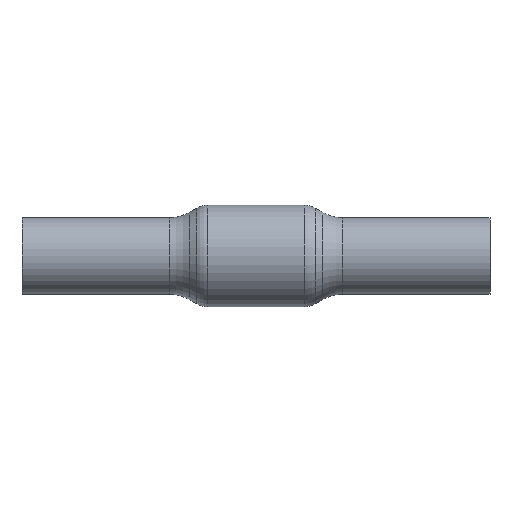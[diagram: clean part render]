
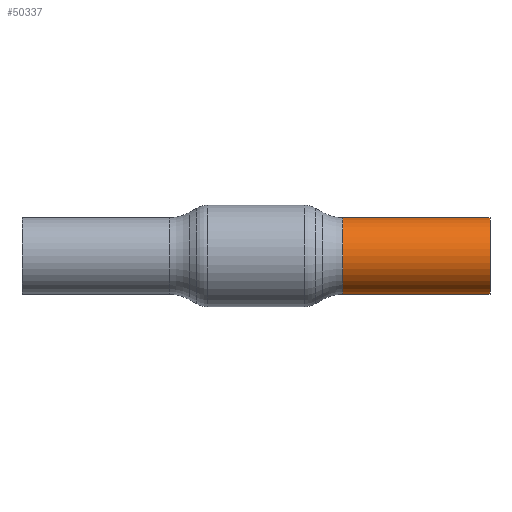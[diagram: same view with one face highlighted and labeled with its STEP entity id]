
A CAD part, front view. The second image highlights one B-rep face of the part: STEP entity #50337.
In plain terms, the highlighted cylindrical face has radius 21.2 mm (diameter 42.4 mm), a partial arc.
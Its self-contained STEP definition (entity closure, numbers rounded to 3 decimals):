
#2635 = VERTEX_POINT ( 'NONE', #50308 ) ;
#3416 = DIRECTION ( 'NONE',  ( 1., 0., 0. ) ) ;
#4367 = DIRECTION ( 'NONE',  ( -1., 0., 0. ) ) ;
#4713 = ORIENTED_EDGE ( 'NONE', *, *, #25834, .T. ) ;
#5394 = LINE ( 'NONE', #6893, #13226 ) ;
#6703 = AXIS2_PLACEMENT_3D ( 'NONE', #25740, #21752, #25930 ) ;
#6893 = CARTESIAN_POINT ( 'NONE',  ( -62.69, 0., 21.2 ) ) ;
#8103 = CARTESIAN_POINT ( 'NONE',  ( 48.106, 0., -21.2 ) ) ;
#9820 = DIRECTION ( 'NONE',  ( 0., 0., 1. ) ) ;
#13226 = VECTOR ( 'NONE', #15273, 1000. ) ;
#13614 = ORIENTED_EDGE ( 'NONE', *, *, #50511, .F. ) ;
#14025 = CARTESIAN_POINT ( 'NONE',  ( -62.69, 0., 0. ) ) ;
#15273 = DIRECTION ( 'NONE',  ( -1., 0., 0. ) ) ;
#17754 = AXIS2_PLACEMENT_3D ( 'NONE', #14025, #35442, #9820 ) ;
#18245 = CARTESIAN_POINT ( 'NONE',  ( 48.106, 0., 21.2 ) ) ;
#21638 = CIRCLE ( 'NONE', #6703, 21.2 ) ;
#21752 = DIRECTION ( 'NONE',  ( -1., 0., 0. ) ) ;
#24317 = CIRCLE ( 'NONE', #34474, 21.2 ) ;
#24364 = CARTESIAN_POINT ( 'NONE',  ( 130., 0., 0. ) ) ;
#25286 = VERTEX_POINT ( 'NONE', #18245 ) ;
#25740 = CARTESIAN_POINT ( 'NONE',  ( 48.106, 0., 0. ) ) ;
#25834 = EDGE_CURVE ( 'NONE', #46813, #25286, #5394, .T. ) ;
#25930 = DIRECTION ( 'NONE',  ( 0., 0., 1. ) ) ;
#28099 = ORIENTED_EDGE ( 'NONE', *, *, #43855, .F. ) ;
#29281 = CARTESIAN_POINT ( 'NONE',  ( -62.69, 0., -21.2 ) ) ;
#33016 = EDGE_CURVE ( 'NONE', #51765, #25286, #21638, .T. ) ;
#33460 = LINE ( 'NONE', #29281, #49827 ) ;
#34474 = AXIS2_PLACEMENT_3D ( 'NONE', #24364, #3416, #40892 ) ;
#35442 = DIRECTION ( 'NONE',  ( -1., 0., 0. ) ) ;
#37824 = CARTESIAN_POINT ( 'NONE',  ( 130., 0., 21.2 ) ) ;
#38661 = CYLINDRICAL_SURFACE ( 'NONE', #17754, 21.2 ) ;
#39868 = ORIENTED_EDGE ( 'NONE', *, *, #33016, .F. ) ;
#40892 = DIRECTION ( 'NONE',  ( 0., 0., -1. ) ) ;
#41203 = EDGE_LOOP ( 'NONE', ( #28099, #13614, #4713, #39868 ) ) ;
#43242 = FACE_OUTER_BOUND ( 'NONE', #41203, .T. ) ;
#43855 = EDGE_CURVE ( 'NONE', #2635, #51765, #33460, .T. ) ;
#46813 = VERTEX_POINT ( 'NONE', #37824 ) ;
#49827 = VECTOR ( 'NONE', #4367, 1000. ) ;
#50308 = CARTESIAN_POINT ( 'NONE',  ( 130., 0., -21.2 ) ) ;
#50337 = ADVANCED_FACE ( 'NONE', ( #43242 ), #38661, .T. ) ;
#50511 = EDGE_CURVE ( 'NONE', #46813, #2635, #24317, .T. ) ;
#51765 = VERTEX_POINT ( 'NONE', #8103 ) ;
